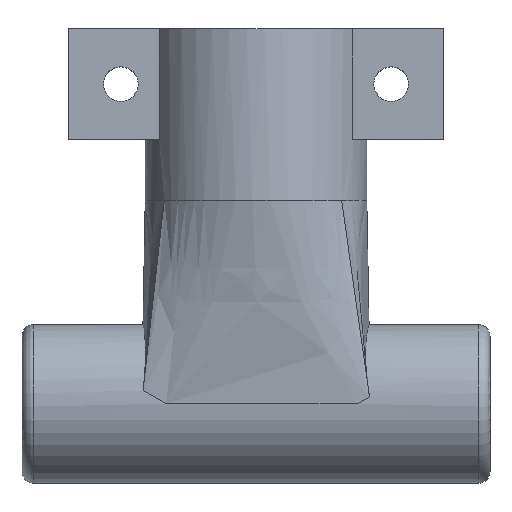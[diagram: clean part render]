
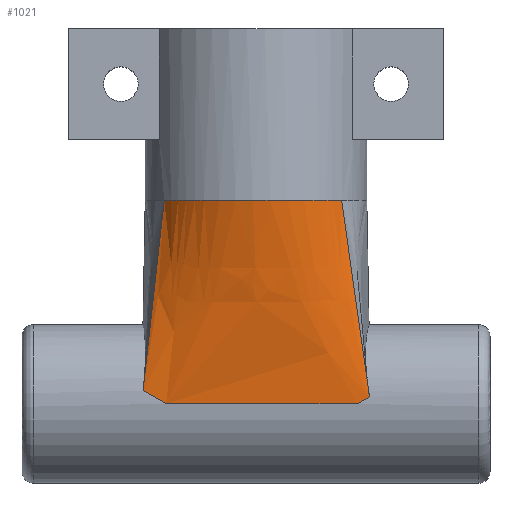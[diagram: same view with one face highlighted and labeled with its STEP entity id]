
A CAD part, top view. The second image highlights one B-rep face of the part: STEP entity #1021.
In plain terms, the highlighted free-form (B-spline) face has degree [3, 1] with [7, 2] control points.
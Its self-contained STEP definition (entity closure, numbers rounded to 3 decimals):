
#17=B_SPLINE_SURFACE_WITH_KNOTS('',3,1,((#1693,#1694),(#1695,#1696),(#1697,
#1698),(#1699,#1700),(#1701,#1702),(#1703,#1704),(#1705,#1706)),
 .UNSPECIFIED.,.F.,.F.,.F.,(4,1,1,1,4),(2,2),(0.,0.25,0.5,0.75,1.),(0.,
1.),.UNSPECIFIED.);
#61=LINE('',#1537,#163);
#62=LINE('',#1564,#164);
#78=LINE('',#1684,#180);
#163=VECTOR('',#1201,10.);
#164=VECTOR('',#1202,10.);
#180=VECTOR('',#1240,10.);
#295=FACE_OUTER_BOUND('',#349,.T.);
#349=EDGE_LOOP('',(#805,#806,#807,#808,#809,#810,#811,#812));
#427=B_SPLINE_CURVE_WITH_KNOTS('',3,(#1588,#1589,#1590,#1591),
 .UNSPECIFIED.,.F.,.F.,(4,4),(0.842,1.),.UNSPECIFIED.);
#428=B_SPLINE_CURVE_WITH_KNOTS('',3,(#1593,#1594,#1595,#1596,#1597,#1598,
#1599),.UNSPECIFIED.,.F.,.F.,(4,1,1,1,4),(0.149,0.25,0.5,0.75,
0.842),.UNSPECIFIED.);
#429=B_SPLINE_CURVE_WITH_KNOTS('',3,(#1600,#1601,#1602,#1603),
 .UNSPECIFIED.,.F.,.F.,(4,4),(0.,0.149),.UNSPECIFIED.);
#434=B_SPLINE_CURVE_WITH_KNOTS('',3,(#1675,#1676,#1677,#1678,#1679,#1680,
#1681,#1682),.UNSPECIFIED.,.F.,.F.,(4,2,2,4),(0.,0.061,
0.117,0.122),.UNSPECIFIED.);
#435=B_SPLINE_CURVE_WITH_KNOTS('',3,(#1685,#1686,#1687,#1688,#1689,#1690,
#1691,#1692),.UNSPECIFIED.,.F.,.F.,(4,2,2,4),(-0.227,-0.111,
0.,0.005),.UNSPECIFIED.);
#475=VERTEX_POINT('',#1523);
#476=VERTEX_POINT('',#1536);
#477=VERTEX_POINT('',#1557);
#478=VERTEX_POINT('',#1563);
#483=VERTEX_POINT('',#1587);
#484=VERTEX_POINT('',#1592);
#495=VERTEX_POINT('',#1674);
#496=VERTEX_POINT('',#1683);
#586=EDGE_CURVE('',#476,#475,#61,.T.);
#589=EDGE_CURVE('',#477,#478,#62,.T.);
#596=EDGE_CURVE('',#483,#476,#427,.T.);
#597=EDGE_CURVE('',#484,#483,#428,.T.);
#598=EDGE_CURVE('',#477,#484,#429,.T.);
#617=EDGE_CURVE('',#478,#495,#434,.T.);
#618=EDGE_CURVE('',#495,#496,#78,.T.);
#619=EDGE_CURVE('',#496,#475,#435,.F.);
#805=ORIENTED_EDGE('',*,*,#617,.F.);
#806=ORIENTED_EDGE('',*,*,#589,.F.);
#807=ORIENTED_EDGE('',*,*,#598,.T.);
#808=ORIENTED_EDGE('',*,*,#597,.T.);
#809=ORIENTED_EDGE('',*,*,#596,.T.);
#810=ORIENTED_EDGE('',*,*,#586,.T.);
#811=ORIENTED_EDGE('',*,*,#619,.F.);
#812=ORIENTED_EDGE('',*,*,#618,.F.);
#1021=ADVANCED_FACE('',(#295),#17,.T.);
#1201=DIRECTION('',(-0.11,-0.99,0.083));
#1202=DIRECTION('',(0.14,-0.989,0.043));
#1240=DIRECTION('',(-1.,0.,0.));
#1523=CARTESIAN_POINT('',(-9.823,1.143,6.805));
#1536=CARTESIAN_POINT('',(-7.981,17.7,5.424));
#1537=CARTESIAN_POINT('',(-7.981,17.7,5.424));
#1557=CARTESIAN_POINT('',(7.445,17.7,6.139));
#1563=CARTESIAN_POINT('',(9.866,0.592,6.875));
#1564=CARTESIAN_POINT('',(7.445,17.7,6.139));
#1587=CARTESIAN_POINT('',(-6.076,17.7,7.496));
#1588=CARTESIAN_POINT('Ctrl Pts',(-6.076,17.7,7.496));
#1589=CARTESIAN_POINT('Ctrl Pts',(-6.807,17.7,6.903));
#1590=CARTESIAN_POINT('Ctrl Pts',(-7.452,17.7,6.203));
#1591=CARTESIAN_POINT('Ctrl Pts',(-7.981,17.7,5.424));
#1592=CARTESIAN_POINT('',(5.487,17.7,7.937));
#1593=CARTESIAN_POINT('Ctrl Pts',(5.487,17.7,7.937));
#1594=CARTESIAN_POINT('Ctrl Pts',(4.992,17.7,8.28));
#1595=CARTESIAN_POINT('Ctrl Pts',(3.159,17.7,9.312));
#1596=CARTESIAN_POINT('Ctrl Pts',(-0.463,17.7,9.992));
#1597=CARTESIAN_POINT('Ctrl Pts',(-3.954,17.7,8.995));
#1598=CARTESIAN_POINT('Ctrl Pts',(-5.649,17.7,7.843));
#1599=CARTESIAN_POINT('Ctrl Pts',(-6.076,17.7,7.496));
#1600=CARTESIAN_POINT('Ctrl Pts',(7.445,17.7,6.139));
#1601=CARTESIAN_POINT('Ctrl Pts',(6.88,17.7,6.825));
#1602=CARTESIAN_POINT('Ctrl Pts',(6.218,17.7,7.431));
#1603=CARTESIAN_POINT('Ctrl Pts',(5.487,17.7,7.937));
#1674=CARTESIAN_POINT('',(8.8,0.,6.9));
#1675=CARTESIAN_POINT('Ctrl Pts',(9.866,0.592,6.875));
#1676=CARTESIAN_POINT('Ctrl Pts',(9.691,0.489,6.883));
#1677=CARTESIAN_POINT('Ctrl Pts',(9.515,0.388,6.89));
#1678=CARTESIAN_POINT('Ctrl Pts',(9.173,0.198,6.898));
#1679=CARTESIAN_POINT('Ctrl Pts',(9.008,0.108,6.9));
#1680=CARTESIAN_POINT('Ctrl Pts',(8.828,0.014,6.9));
#1681=CARTESIAN_POINT('Ctrl Pts',(8.814,0.007,
6.9));
#1682=CARTESIAN_POINT('Ctrl Pts',(8.8,0.,
6.9));
#1683=CARTESIAN_POINT('',(-7.807,0.,6.9));
#1684=CARTESIAN_POINT('',(8.8,0.,6.9));
#1685=CARTESIAN_POINT('Ctrl Pts',(-9.823,1.143,6.805));
#1686=CARTESIAN_POINT('Ctrl Pts',(-9.496,0.938,6.839));
#1687=CARTESIAN_POINT('Ctrl Pts',(-9.165,0.739,6.863));
#1688=CARTESIAN_POINT('Ctrl Pts',(-8.506,0.365,6.893));
#1689=CARTESIAN_POINT('Ctrl Pts',(-8.18,0.189,6.899));
#1690=CARTESIAN_POINT('Ctrl Pts',(-7.835,0.014,
6.9));
#1691=CARTESIAN_POINT('Ctrl Pts',(-7.821,0.007,
6.9));
#1692=CARTESIAN_POINT('Ctrl Pts',(-7.807,0.,
6.9));
#1693=CARTESIAN_POINT('Ctrl Pts',(7.445,17.7,6.139));
#1694=CARTESIAN_POINT('Ctrl Pts',(9.95,0.,6.9));
#1695=CARTESIAN_POINT('Ctrl Pts',(6.496,17.7,7.29));
#1696=CARTESIAN_POINT('Ctrl Pts',(8.292,0.,6.9));
#1697=CARTESIAN_POINT('Ctrl Pts',(4.056,17.7,9.144));
#1698=CARTESIAN_POINT('Ctrl Pts',(4.975,0.,6.9));
#1699=CARTESIAN_POINT('Ctrl Pts',(-0.463,17.7,9.992));
#1700=CARTESIAN_POINT('Ctrl Pts',(0.,0.,6.9));
#1701=CARTESIAN_POINT('Ctrl Pts',(-4.884,17.7,8.73));
#1702=CARTESIAN_POINT('Ctrl Pts',(-4.975,0.,6.9));
#1703=CARTESIAN_POINT('Ctrl Pts',(-7.143,17.7,6.658));
#1704=CARTESIAN_POINT('Ctrl Pts',(-8.292,0.,6.9));
#1705=CARTESIAN_POINT('Ctrl Pts',(-7.981,17.7,5.424));
#1706=CARTESIAN_POINT('Ctrl Pts',(-9.95,0.,6.9));
